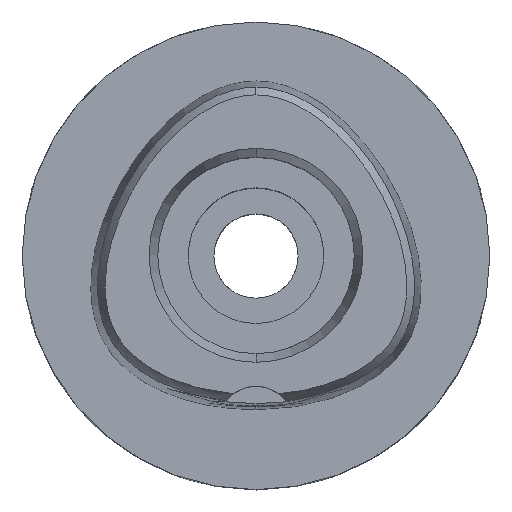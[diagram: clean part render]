
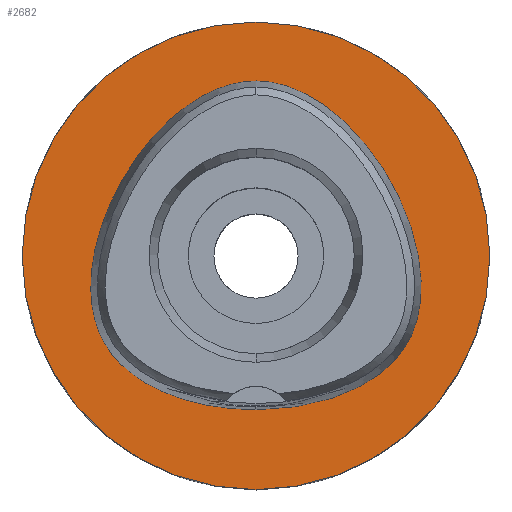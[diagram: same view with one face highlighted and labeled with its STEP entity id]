
A CAD part, top view. The second image highlights one B-rep face of the part: STEP entity #2682.
In plain terms, the highlighted planar face has unit normal (0, 0, 1).
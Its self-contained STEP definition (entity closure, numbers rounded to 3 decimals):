
#267=CARTESIAN_POINT('',(0.,0.,0.));
#268=DIRECTION('',(0.,0.,-1.));
#269=DIRECTION('',(0.,-1.,0.));
#270=AXIS2_PLACEMENT_3D('',#267,#268,#269);
#275=CARTESIAN_POINT('',(0.,0.,0.));
#276=DIRECTION('',(0.,0.,-1.));
#277=DIRECTION('',(0.,1.,0.));
#278=AXIS2_PLACEMENT_3D('',#275,#276,#277);
#283=CARTESIAN_POINT('',(0.,-16.455,0.));
#284=CARTESIAN_POINT('',(0.797,-16.455,0.));
#285=CARTESIAN_POINT('',(2.358,-16.389,
0.));
#286=CARTESIAN_POINT('',(4.621,-16.104,
0.));
#287=CARTESIAN_POINT('',(6.73,-15.654,0.));
#288=CARTESIAN_POINT('',(8.63,-15.071,0.));
#289=CARTESIAN_POINT('',(10.299,-14.392,0.));
#290=CARTESIAN_POINT('',(11.739,-13.643,0.));
#291=CARTESIAN_POINT('',(12.971,-12.844,0.));
#292=CARTESIAN_POINT('',(14.008,-12.016,0.));
#293=CARTESIAN_POINT('',(14.881,-11.158,0.));
#294=CARTESIAN_POINT('',(15.607,-10.276,0.));
#295=CARTESIAN_POINT('',(16.215,-9.348,0.));
#296=CARTESIAN_POINT('',(16.709,-8.362,0.));
#297=CARTESIAN_POINT('',(17.108,-7.293,0.));
#298=CARTESIAN_POINT('',(17.412,-6.113,0.));
#299=CARTESIAN_POINT('',(17.611,-4.796,0.));
#300=CARTESIAN_POINT('',(17.685,-3.327,0.));
#301=CARTESIAN_POINT('',(17.611,-1.7,0.));
#302=CARTESIAN_POINT('',(17.362,0.089,0.));
#303=CARTESIAN_POINT('',(16.914,2.028,0.));
#304=CARTESIAN_POINT('',(16.244,4.085,0.));
#305=CARTESIAN_POINT('',(15.352,6.196,0.));
#306=CARTESIAN_POINT('',(14.253,8.29,0.));
#307=CARTESIAN_POINT('',(12.984,10.281,0.));
#308=CARTESIAN_POINT('',(11.598,12.1,0.));
#309=CARTESIAN_POINT('',(10.151,13.696,0.));
#310=CARTESIAN_POINT('',(8.699,15.042,0.));
#311=CARTESIAN_POINT('',(7.277,16.141,0.));
#312=CARTESIAN_POINT('',(5.91,17.008,0.));
#313=CARTESIAN_POINT('',(4.607,17.669,0.));
#314=CARTESIAN_POINT('',(3.368,18.15,0.));
#315=CARTESIAN_POINT('',(2.19,18.473,0.));
#316=CARTESIAN_POINT('',(1.07,18.656,
0.));
#317=CARTESIAN_POINT('',(0.351,18.695,
0.));
#318=CARTESIAN_POINT('',(0.,18.695,
0.));
#323=CARTESIAN_POINT('',(0.,18.695,
0.));
#324=CARTESIAN_POINT('',(-0.352,18.695,
0.));
#325=CARTESIAN_POINT('',(-1.071,18.656,
0.));
#326=CARTESIAN_POINT('',(-2.193,18.473,
0.));
#327=CARTESIAN_POINT('',(-3.372,18.149,0.));
#328=CARTESIAN_POINT('',(-4.611,17.667,0.));
#329=CARTESIAN_POINT('',(-5.917,17.004,0.));
#330=CARTESIAN_POINT('',(-7.285,16.135,0.));
#331=CARTESIAN_POINT('',(-8.709,15.033,0.));
#332=CARTESIAN_POINT('',(-10.163,13.684,0.));
#333=CARTESIAN_POINT('',(-11.611,12.084,0.));
#334=CARTESIAN_POINT('',(-12.997,10.263,0.));
#335=CARTESIAN_POINT('',(-14.265,8.269,0.));
#336=CARTESIAN_POINT('',(-15.363,6.173,0.));
#337=CARTESIAN_POINT('',(-16.252,4.062,0.));
#338=CARTESIAN_POINT('',(-16.919,2.006,0.));
#339=CARTESIAN_POINT('',(-17.366,0.07,0.));
#340=CARTESIAN_POINT('',(-17.612,-1.717,0.));
#341=CARTESIAN_POINT('',(-17.685,-3.343,0.));
#342=CARTESIAN_POINT('',(-17.609,-4.808,0.));
#343=CARTESIAN_POINT('',(-17.409,-6.129,0.));
#344=CARTESIAN_POINT('',(-17.102,-7.311,0.));
#345=CARTESIAN_POINT('',(-16.702,-8.378,0.));
#346=CARTESIAN_POINT('',(-16.209,-9.356,0.));
#347=CARTESIAN_POINT('',(-15.612,-10.268,0.));
#348=CARTESIAN_POINT('',(-14.892,-11.145,0.));
#349=CARTESIAN_POINT('',(-14.028,-11.998,0.));
#350=CARTESIAN_POINT('',(-12.986,-12.834,0.));
#351=CARTESIAN_POINT('',(-11.757,-13.633,0.));
#352=CARTESIAN_POINT('',(-10.315,-14.384,0.));
#353=CARTESIAN_POINT('',(-8.646,-15.066,0.));
#354=CARTESIAN_POINT('',(-6.744,-15.65,0.));
#355=CARTESIAN_POINT('',(-4.629,-16.103,
0.));
#356=CARTESIAN_POINT('',(-2.36,-16.389,
0.));
#357=CARTESIAN_POINT('',(-0.798,-16.455,0.));
#358=CARTESIAN_POINT('',(0.,-16.455,0.));
#1858=VERTEX_POINT('',#323);
#1859=VERTEX_POINT('',#358);
#1864=CARTESIAN_POINT('',(0.,-25.,0.));
#1865=CARTESIAN_POINT('',(0.,25.,0.));
#1866=VERTEX_POINT('',#1864);
#1867=VERTEX_POINT('',#1865);
#2666=CARTESIAN_POINT('',(0.,0.,0.));
#2667=DIRECTION('',(0.,0.,-1.));
#2668=DIRECTION('',(0.,-1.,0.));
#2669=AXIS2_PLACEMENT_3D('',#2666,#2667,#2668);
#2670=PLANE('',#2669);
#2672=ORIENTED_EDGE('',*,*,#2671,.T.);
#2674=ORIENTED_EDGE('',*,*,#2673,.T.);
#2675=EDGE_LOOP('',(#2672,#2674));
#2676=FACE_OUTER_BOUND('',#2675,.F.);
#2678=ORIENTED_EDGE('',*,*,#2677,.T.);
#2679=ORIENTED_EDGE('',*,*,#2649,.T.);
#2680=EDGE_LOOP('',(#2678,#2679));
#2681=FACE_BOUND('',#2680,.F.);
#271=CIRCLE('',#270,25.);
#279=CIRCLE('',#278,25.);
#319=B_SPLINE_CURVE_WITH_KNOTS('',3,(#283,#284,#285,#286,#287,#288,#289,#290,
#291,#292,#293,#294,#295,#296,#297,#298,#299,#300,#301,#302,#303,#304,#305,#306,
#307,#308,#309,#310,#311,#312,#313,#314,#315,#316,#317,#318),.UNSPECIFIED.,.F.,
.F.,(4,1,1,1,1,1,1,1,1,1,1,1,1,1,1,1,1,1,1,1,1,1,1,1,1,1,1,1,1,1,1,1,1,4),(0.,
0.03,0.061,0.091,0.121,
0.152,0.182,0.212,0.242,
0.273,0.303,0.333,0.364,
0.394,0.424,0.455,0.485,
0.515,0.545,0.576,0.606,
0.636,0.667,0.697,0.727,
0.758,0.788,0.818,0.848,
0.879,0.909,0.939,0.97,1.),
.UNSPECIFIED.);
#359=B_SPLINE_CURVE_WITH_KNOTS('',3,(#323,#324,#325,#326,#327,#328,#329,#330,
#331,#332,#333,#334,#335,#336,#337,#338,#339,#340,#341,#342,#343,#344,#345,#346,
#347,#348,#349,#350,#351,#352,#353,#354,#355,#356,#357,#358),.UNSPECIFIED.,.F.,
.F.,(4,1,1,1,1,1,1,1,1,1,1,1,1,1,1,1,1,1,1,1,1,1,1,1,1,1,1,1,1,1,1,1,1,4),(0.,
0.03,0.061,0.091,0.121,
0.152,0.182,0.212,0.242,
0.273,0.303,0.333,0.364,
0.394,0.424,0.455,0.485,
0.515,0.545,0.576,0.606,
0.636,0.667,0.697,0.727,
0.758,0.788,0.818,0.848,
0.879,0.909,0.939,0.97,1.),
.UNSPECIFIED.);
#2649=EDGE_CURVE('',#1858,#1859,#359,.T.);
#2671=EDGE_CURVE('',#1866,#1867,#271,.T.);
#2673=EDGE_CURVE('',#1867,#1866,#279,.T.);
#2677=EDGE_CURVE('',#1859,#1858,#319,.T.);
#2682=ADVANCED_FACE('',(#2676,#2681),#2670,.F.);
